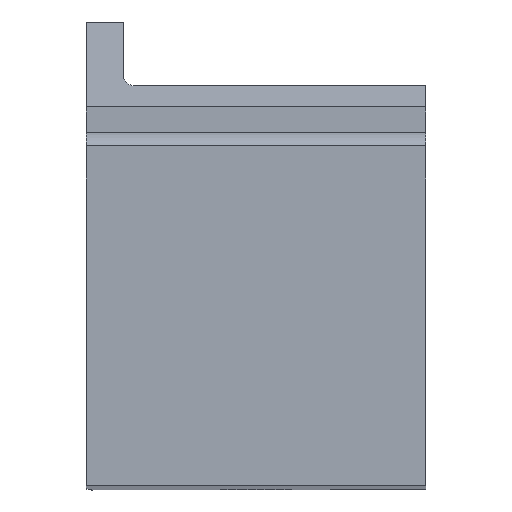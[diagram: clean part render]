
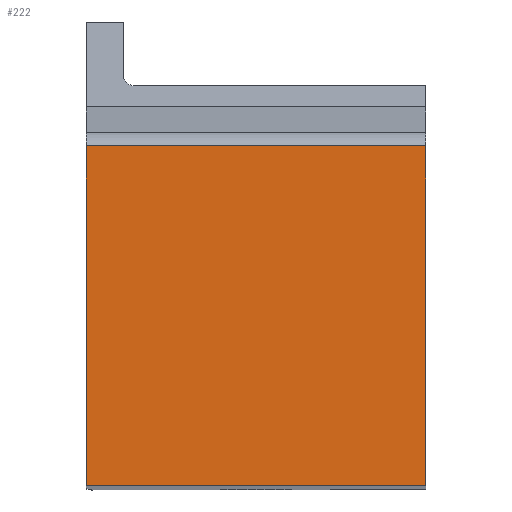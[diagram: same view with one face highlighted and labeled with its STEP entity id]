
A CAD part, top view. The second image highlights one B-rep face of the part: STEP entity #222.
In plain terms, the highlighted planar face has unit normal (0, 0, 1).
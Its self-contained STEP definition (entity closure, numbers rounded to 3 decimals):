
#222=ADVANCED_FACE('',(#413),#320,.T.);
#320=PLANE('',#3045);
#413=FACE_OUTER_BOUND('',#548,.T.);
#548=EDGE_LOOP('',(#1056,#1057,#1058,#1059));
#1056=ORIENTED_EDGE('',*,*,#1925,.T.);
#1057=ORIENTED_EDGE('',*,*,#1843,.T.);
#1058=ORIENTED_EDGE('',*,*,#1802,.T.);
#1059=ORIENTED_EDGE('',*,*,#1931,.T.);
#1493=VERTEX_POINT('',#4735);
#1494=VERTEX_POINT('',#4737);
#1526=VERTEX_POINT('',#4856);
#1580=VERTEX_POINT('',#5054);
#1802=EDGE_CURVE('',#1494,#1493,#2467,.T.);
#1843=EDGE_CURVE('',#1526,#1494,#2491,.T.);
#1925=EDGE_CURVE('',#1580,#1526,#2542,.T.);
#1931=EDGE_CURVE('',#1493,#1580,#2547,.T.);
#2467=LINE('',#4736,#2679);
#2491=LINE('',#4855,#2703);
#2542=LINE('',#5053,#2754);
#2547=LINE('',#5065,#2759);
#2679=VECTOR('',#3351,1.);
#2703=VECTOR('',#3419,1.);
#2754=VECTOR('',#3580,1.);
#2759=VECTOR('',#3593,1.);
#3045=AXIS2_PLACEMENT_3D('',#5067,#3596,#3597);
#3351=DIRECTION('',(0.,1.,0.));
#3419=DIRECTION('',(1.,0.,0.));
#3580=DIRECTION('',(0.,-1.,0.));
#3593=DIRECTION('',(-1.,0.,0.));
#3596=DIRECTION('',(0.,0.,1.));
#3597=DIRECTION('',(1.,0.,0.));
#4735=CARTESIAN_POINT('',(0.,16.,0.));
#4736=CARTESIAN_POINT('',(0.,0.,0.));
#4737=CARTESIAN_POINT('',(0.,0.,0.));
#4855=CARTESIAN_POINT('',(-16.,0.,0.));
#4856=CARTESIAN_POINT('',(-16.,0.,0.));
#5053=CARTESIAN_POINT('',(-16.,16.,0.));
#5054=CARTESIAN_POINT('',(-16.,16.,0.));
#5065=CARTESIAN_POINT('',(0.,16.,0.));
#5067=CARTESIAN_POINT('',(-8.,8.,0.));
